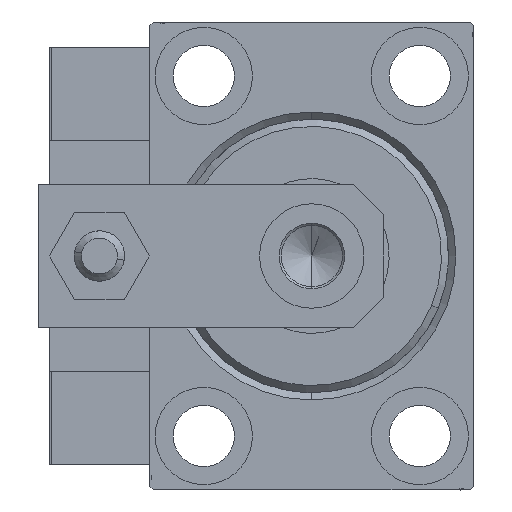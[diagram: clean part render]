
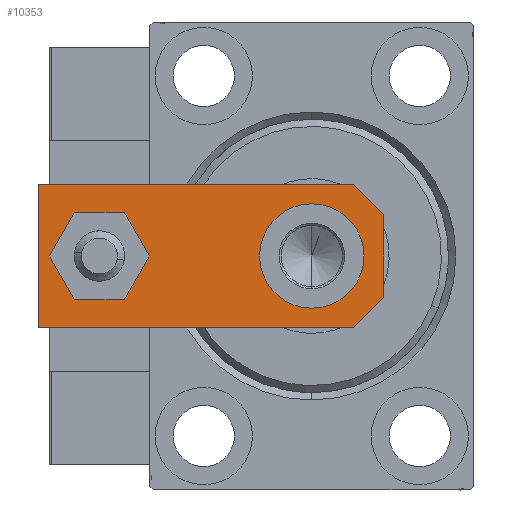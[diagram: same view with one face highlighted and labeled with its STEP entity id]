
A CAD part, left-side view. The second image highlights one B-rep face of the part: STEP entity #10353.
In plain terms, the highlighted face is planar.
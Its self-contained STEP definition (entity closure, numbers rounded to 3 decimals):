
#577 = CARTESIAN_POINT ( 'NONE',  ( -10., 0., 6. ) ) ;
#762 = ORIENTED_EDGE ( 'NONE', *, *, #7856, .T. ) ;
#1899 = EDGE_LOOP ( 'NONE', ( #762, #21200, #13405, #49604, #17704, #39651 ) ) ;
#3662 = CARTESIAN_POINT ( 'NONE',  ( -5.76, 0., 6. ) ) ;
#3975 = CARTESIAN_POINT ( 'NONE',  ( 2.88, -2.88, 6. ) ) ;
#4234 = PLANE ( 'NONE',  #39726 ) ;
#4991 = DIRECTION ( 'NONE',  ( 0., 0., 1. ) ) ;
#5798 = VERTEX_POINT ( 'NONE', #27395 ) ;
#6770 = VECTOR ( 'NONE', #28251, 1000. ) ;
#7349 = CIRCLE ( 'NONE', #8149, 7.25 ) ;
#7856 = EDGE_CURVE ( 'NONE', #19644, #9872, #29356, .T. ) ;
#7938 = CIRCLE ( 'NONE', #40052, 4. ) ;
#8149 = AXIS2_PLACEMENT_3D ( 'NONE', #27459, #29633, #22388 ) ;
#8593 = FACE_BOUND ( 'NONE', #28617, .T. ) ;
#8808 = DIRECTION ( 'NONE',  ( 1., 0., 0. ) ) ;
#9269 = EDGE_CURVE ( 'NONE', #13146, #19644, #20275, .T. ) ;
#9317 = CARTESIAN_POINT ( 'NONE',  ( 0., 10., 6. ) ) ;
#9524 = VECTOR ( 'NONE', #28145, 1000. ) ;
#9872 = VERTEX_POINT ( 'NONE', #50181 ) ;
#10353 = ADVANCED_FACE ( 'NONE', ( #39530, #47528, #8593 ), #4234, .T. ) ;
#10463 = EDGE_LOOP ( 'NONE', ( #44329, #28179 ) ) ;
#11504 = EDGE_CURVE ( 'NONE', #38276, #38919, #44132, .T. ) ;
#11807 = AXIS2_PLACEMENT_3D ( 'NONE', #9317, #25053, #24544 ) ;
#12421 = CARTESIAN_POINT ( 'NONE',  ( -2.88, -2.88, 6. ) ) ;
#13146 = VERTEX_POINT ( 'NONE', #42605 ) ;
#13405 = ORIENTED_EDGE ( 'NONE', *, *, #11504, .T. ) ;
#13516 = VECTOR ( 'NONE', #15581, 1000. ) ;
#14088 = CARTESIAN_POINT ( 'NONE',  ( -10., 48., 6. ) ) ;
#14433 = VECTOR ( 'NONE', #48915, 1000. ) ;
#15120 = DIRECTION ( 'NONE',  ( 0., 0., 1. ) ) ;
#15581 = DIRECTION ( 'NONE',  ( 0.707, 0.707, 0. ) ) ;
#16533 = EDGE_CURVE ( 'NONE', #5798, #49510, #34037, .T. ) ;
#16724 = LINE ( 'NONE', #28846, #18771 ) ;
#16784 = AXIS2_PLACEMENT_3D ( 'NONE', #50685, #15120, #19006 ) ;
#17586 = EDGE_CURVE ( 'NONE', #34142, #39663, #48052, .T. ) ;
#17704 = ORIENTED_EDGE ( 'NONE', *, *, #27141, .T. ) ;
#17921 = EDGE_CURVE ( 'NONE', #38919, #35397, #31303, .T. ) ;
#18771 = VECTOR ( 'NONE', #47394, 1000. ) ;
#18969 = ORIENTED_EDGE ( 'NONE', *, *, #16533, .F. ) ;
#19006 = DIRECTION ( 'NONE',  ( 1., 0., 0. ) ) ;
#19644 = VERTEX_POINT ( 'NONE', #14088 ) ;
#19961 = CARTESIAN_POINT ( 'NONE',  ( 0., 0., 6. ) ) ;
#20275 = LINE ( 'NONE', #32128, #6770 ) ;
#20797 = CARTESIAN_POINT ( 'NONE',  ( 5.76, 0., 6. ) ) ;
#21200 = ORIENTED_EDGE ( 'NONE', *, *, #22384, .T. ) ;
#22384 = EDGE_CURVE ( 'NONE', #9872, #38276, #32020, .T. ) ;
#22388 = DIRECTION ( 'NONE',  ( 1., 0., 0. ) ) ;
#23631 = EDGE_CURVE ( 'NONE', #39663, #34142, #7938, .T. ) ;
#24133 = VECTOR ( 'NONE', #8808, 1000. ) ;
#24334 = DIRECTION ( 'NONE',  ( 0., 0., 1. ) ) ;
#24544 = DIRECTION ( 'NONE',  ( 1., 0., 0. ) ) ;
#25053 = DIRECTION ( 'NONE',  ( 0., 0., 1. ) ) ;
#25251 = CARTESIAN_POINT ( 'NONE',  ( -4., 39.5, 6. ) ) ;
#25345 = CARTESIAN_POINT ( 'NONE',  ( 0., 39.5, 6. ) ) ;
#25995 = CARTESIAN_POINT ( 'NONE',  ( -7.25, 10., 6. ) ) ;
#26664 = CARTESIAN_POINT ( 'NONE',  ( -10., 48., 6. ) ) ;
#27141 = EDGE_CURVE ( 'NONE', #35397, #13146, #16724, .T. ) ;
#27395 = CARTESIAN_POINT ( 'NONE',  ( 7.25, 10., 6. ) ) ;
#27459 = CARTESIAN_POINT ( 'NONE',  ( 0., 10., 6. ) ) ;
#28145 = DIRECTION ( 'NONE',  ( 0.707, -0.707, 0. ) ) ;
#28179 = ORIENTED_EDGE ( 'NONE', *, *, #17586, .F. ) ;
#28251 = DIRECTION ( 'NONE',  ( -1., 0., 0. ) ) ;
#28617 = EDGE_LOOP ( 'NONE', ( #31655, #18969 ) ) ;
#28846 = CARTESIAN_POINT ( 'NONE',  ( 10., 0., 6. ) ) ;
#29356 = LINE ( 'NONE', #26664, #14433 ) ;
#29633 = DIRECTION ( 'NONE',  ( 0., 0., 1. ) ) ;
#31303 = LINE ( 'NONE', #3975, #13516 ) ;
#31655 = ORIENTED_EDGE ( 'NONE', *, *, #33294, .F. ) ;
#32020 = LINE ( 'NONE', #12421, #9524 ) ;
#32128 = CARTESIAN_POINT ( 'NONE',  ( 10., 48., 6. ) ) ;
#32476 = CARTESIAN_POINT ( 'NONE',  ( 4., 39.5, 6. ) ) ;
#33294 = EDGE_CURVE ( 'NONE', #49510, #5798, #7349, .T. ) ;
#34037 = CIRCLE ( 'NONE', #11807, 7.25 ) ;
#34142 = VERTEX_POINT ( 'NONE', #32476 ) ;
#35397 = VERTEX_POINT ( 'NONE', #39884 ) ;
#35671 = DIRECTION ( 'NONE',  ( 1., 0., 0. ) ) ;
#38276 = VERTEX_POINT ( 'NONE', #3662 ) ;
#38919 = VERTEX_POINT ( 'NONE', #20797 ) ;
#39530 = FACE_BOUND ( 'NONE', #10463, .T. ) ;
#39651 = ORIENTED_EDGE ( 'NONE', *, *, #9269, .T. ) ;
#39663 = VERTEX_POINT ( 'NONE', #25251 ) ;
#39726 = AXIS2_PLACEMENT_3D ( 'NONE', #19961, #24334, #35671 ) ;
#39884 = CARTESIAN_POINT ( 'NONE',  ( 10., 4.24, 6. ) ) ;
#40052 = AXIS2_PLACEMENT_3D ( 'NONE', #25345, #4991, #40284 ) ;
#40284 = DIRECTION ( 'NONE',  ( 1., 0., 0. ) ) ;
#42605 = CARTESIAN_POINT ( 'NONE',  ( 10., 48., 6. ) ) ;
#44132 = LINE ( 'NONE', #577, #24133 ) ;
#44329 = ORIENTED_EDGE ( 'NONE', *, *, #23631, .F. ) ;
#47394 = DIRECTION ( 'NONE',  ( 0., 1., 0. ) ) ;
#47528 = FACE_OUTER_BOUND ( 'NONE', #1899, .T. ) ;
#48052 = CIRCLE ( 'NONE', #16784, 4. ) ;
#48915 = DIRECTION ( 'NONE',  ( 0., -1., 0. ) ) ;
#49510 = VERTEX_POINT ( 'NONE', #25995 ) ;
#49604 = ORIENTED_EDGE ( 'NONE', *, *, #17921, .T. ) ;
#50181 = CARTESIAN_POINT ( 'NONE',  ( -10., 4.24, 6. ) ) ;
#50685 = CARTESIAN_POINT ( 'NONE',  ( 0., 39.5, 6. ) ) ;
